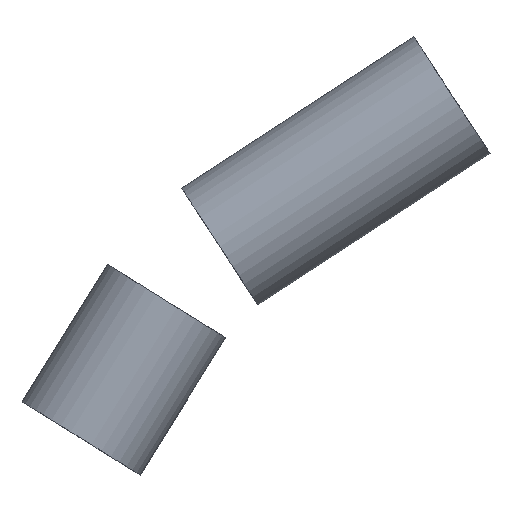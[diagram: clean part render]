
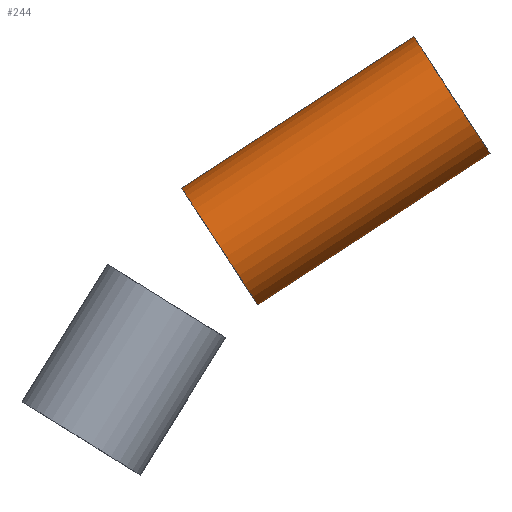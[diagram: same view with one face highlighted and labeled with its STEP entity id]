
A CAD part, front view. The second image highlights one B-rep face of the part: STEP entity #244.
In plain terms, the highlighted cylindrical face has radius 30.15 mm (diameter 60.3 mm), a partial arc.
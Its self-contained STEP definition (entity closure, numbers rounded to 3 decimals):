
#8 = VERTEX_POINT ( 'NONE', #397 ) ;
#13 = EDGE_CURVE ( 'NONE', #104, #95, #192, .T. ) ;
#16 = LINE ( 'NONE', #145, #299 ) ;
#18 = CARTESIAN_POINT ( 'NONE',  ( -629.311, 650., -107.22 ) ) ;
#31 = CARTESIAN_POINT ( 'NONE',  ( -528.815, 650., -41.642 ) ) ;
#37 = CIRCLE ( 'NONE', #109, 30.15 ) ;
#47 = CYLINDRICAL_SURFACE ( 'NONE', #122, 30.15 ) ;
#88 = LINE ( 'NONE', #147, #124 ) ;
#90 = DIRECTION ( 'NONE',  ( -0.546, 0., 0.837 ) ) ;
#95 = VERTEX_POINT ( 'NONE', #239 ) ;
#104 = VERTEX_POINT ( 'NONE', #270 ) ;
#107 = DIRECTION ( 'NONE',  ( 0.837, 0., 0.546 ) ) ;
#108 = ORIENTED_EDGE ( 'NONE', *, *, #195, .T. ) ;
#109 = AXIS2_PLACEMENT_3D ( 'NONE', #31, #272, #399 ) ;
#117 = DIRECTION ( 'NONE',  ( -0.837, 0., -0.546 ) ) ;
#122 = AXIS2_PLACEMENT_3D ( 'NONE', #18, #107, #325 ) ;
#124 = VECTOR ( 'NONE', #214, 1000. ) ;
#126 = EDGE_LOOP ( 'NONE', ( #226, #301, #108, #327 ) ) ;
#145 = CARTESIAN_POINT ( 'NONE',  ( -612.835, 650., -132.47 ) ) ;
#147 = CARTESIAN_POINT ( 'NONE',  ( -645.788, 650., -81.971 ) ) ;
#192 = CIRCLE ( 'NONE', #210, 30.15 ) ;
#195 = EDGE_CURVE ( 'NONE', #104, #8, #16, .T. ) ;
#205 = FACE_OUTER_BOUND ( 'NONE', #126, .T. ) ;
#210 = AXIS2_PLACEMENT_3D ( 'NONE', #280, #117, #90 ) ;
#214 = DIRECTION ( 'NONE',  ( 0.837, 0., 0.546 ) ) ;
#226 = ORIENTED_EDGE ( 'NONE', *, *, #386, .F. ) ;
#239 = CARTESIAN_POINT ( 'NONE',  ( -645.788, 650., -81.971 ) ) ;
#244 = ADVANCED_FACE ( 'NONE', ( #205 ), #47, .T. ) ;
#259 = VERTEX_POINT ( 'NONE', #362 ) ;
#270 = CARTESIAN_POINT ( 'NONE',  ( -612.835, 650., -132.47 ) ) ;
#272 = DIRECTION ( 'NONE',  ( -0.837, 0., -0.546 ) ) ;
#274 = DIRECTION ( 'NONE',  ( 0.837, 0., 0.546 ) ) ;
#280 = CARTESIAN_POINT ( 'NONE',  ( -629.311, 650., -107.22 ) ) ;
#299 = VECTOR ( 'NONE', #274, 1000. ) ;
#301 = ORIENTED_EDGE ( 'NONE', *, *, #13, .F. ) ;
#325 = DIRECTION ( 'NONE',  ( 0.546, 0., -0.837 ) ) ;
#327 = ORIENTED_EDGE ( 'NONE', *, *, #380, .T. ) ;
#362 = CARTESIAN_POINT ( 'NONE',  ( -545.292, 650., -16.392 ) ) ;
#380 = EDGE_CURVE ( 'NONE', #8, #259, #37, .T. ) ;
#386 = EDGE_CURVE ( 'NONE', #95, #259, #88, .T. ) ;
#397 = CARTESIAN_POINT ( 'NONE',  ( -512.339, 650., -66.892 ) ) ;
#399 = DIRECTION ( 'NONE',  ( -0.546, 0., 0.837 ) ) ;
